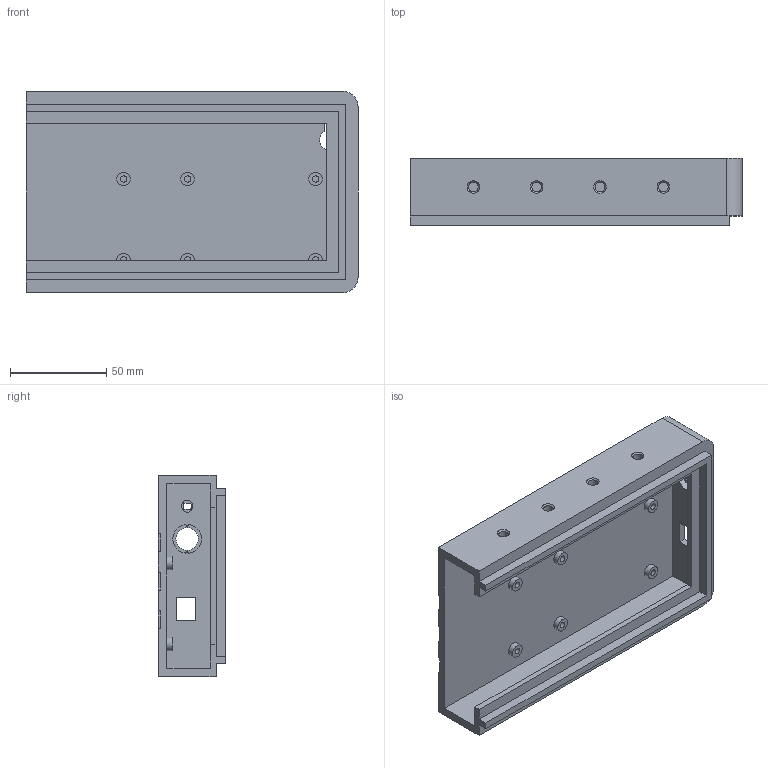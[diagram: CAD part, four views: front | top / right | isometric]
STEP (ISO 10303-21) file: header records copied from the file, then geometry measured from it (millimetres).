
FILE_DESCRIPTION(/* description */ (''),/* implementation_level */ '2;1');
FILE_NAME(/* name */ 'Pixelix_Bottom_right.step',/* time_stamp */ '2023-01-31T11:06:09+01:00',/* author */ (''),/* organization */ (''),/* preprocessor_version */ 'ST-DEVELOPER v19.2',/* originating_system */ 'Autodesk Translation Framework v11.17.0.187',/* authorisation */ '');
FILE_SCHEMA (('AUTOMOTIVE_DESIGN { 1 0 10303 214 3 1 1 }'));
Length unit declared in the file: millimetre
Products named in the file (1): Pixelix_Bottom_right
Bounding box: 172.25 x 35 x 104.5 mm (x, y, z)
Volume: 147873.7 mm3; surface area: 76906.8 mm2
Topology: 1 solids, 1 shells, 262 faces, 637 edges, 422 vertices
Faces by surface type: plane 221, cylinder 32, cone 9
Full cylindrical faces by diameter (mm): 3.3 x6, 5 x4, 7 x6
Entity records: 7644 total; most frequent: CARTESIAN_POINT 1334, ORIENTED_EDGE 1274, DIRECTION 1237, EDGE_CURVE 637, LINE 555, VECTOR 555, VERTEX_POINT 422, AXIS2_PLACEMENT_3D 341
